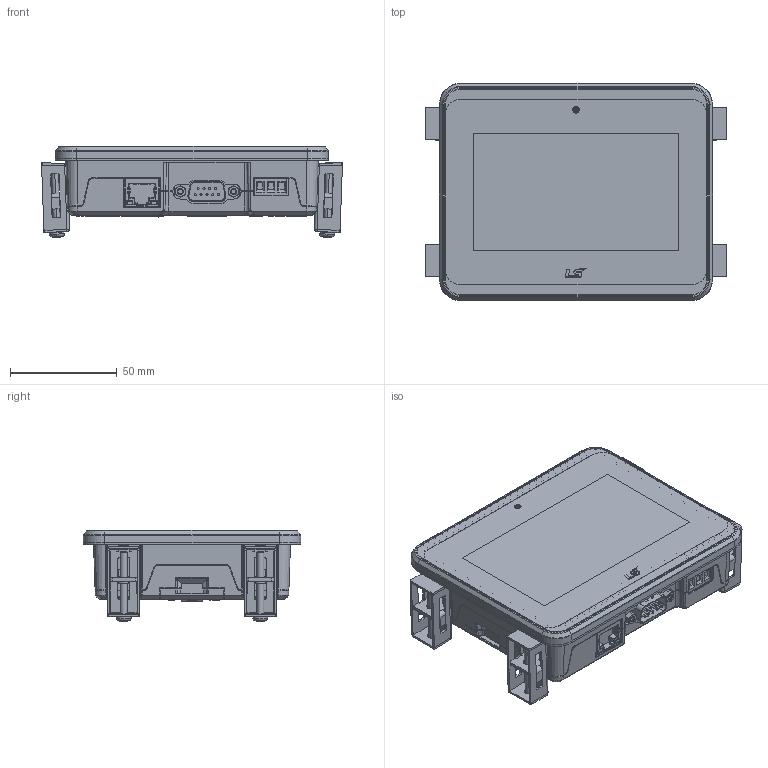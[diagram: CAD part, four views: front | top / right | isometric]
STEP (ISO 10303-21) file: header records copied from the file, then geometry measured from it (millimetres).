
FILE_DESCRIPTION((''),'2;1');
FILE_NAME('EXP-20','2021-05-14T15:06:36',('ssuin'),(''),'CREO PARAMETRIC BY PTC INC, 2020354','CREO PARAMETRIC BY PTC INC, 2020354','');
FILE_SCHEMA(('CONFIG_CONTROL_DESIGN','SHAPE_APPEARANCE_LAYERS_GROUPS'));
Products named in the file (1): EXP-20
Bounding box: 140.96 x 102 x 42.66 mm (x, y, z)
Volume: 349987.3 mm3; surface area: 81050.8 mm2
Topology: 1 solids, 1 shells, 5617 faces, 14906 edges, 9337 vertices
Faces by surface type: plane 2562, cylinder 1016, extrusion 830, bspline 585, cone 318, torus 198, sphere 104, revolution 4
Entity records: 218499 total; most frequent: CARTESIAN_POINT 87224, ORIENTED_EDGE 29566, DIRECTION 22911, EDGE_CURVE 14783, VECTOR 9625, VERTEX_POINT 9337, LINE 8795, AXIS2_PLACEMENT_3D 6641
